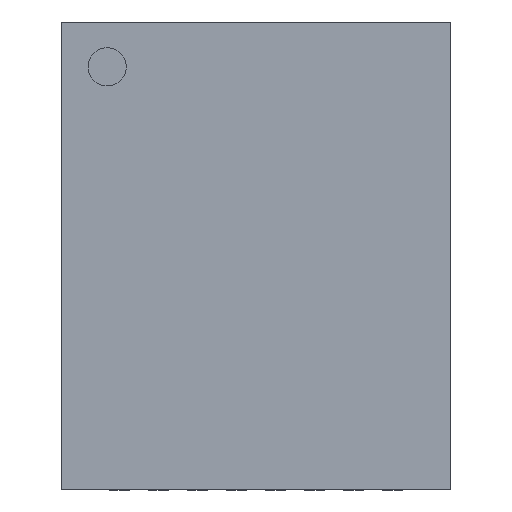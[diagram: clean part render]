
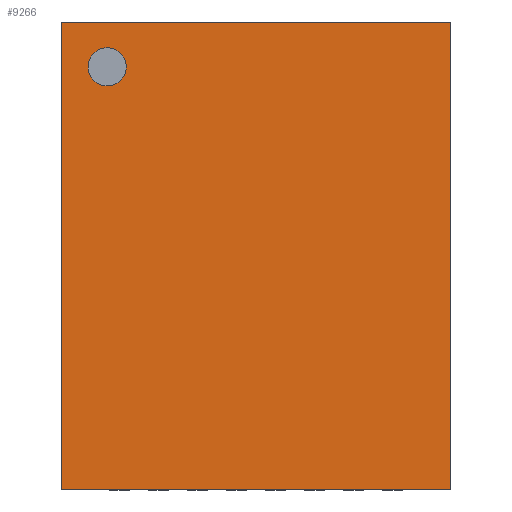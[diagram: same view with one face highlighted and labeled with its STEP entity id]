
A CAD part, top view. The second image highlights one B-rep face of the part: STEP entity #9266.
In plain terms, the highlighted planar face has unit normal (0, 0, 1).
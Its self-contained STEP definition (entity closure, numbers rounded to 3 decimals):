
#290 = AXIS2_PLACEMENT_3D ( 'NONE', #2688, #3948, #12676 ) ;
#487 = ORIENTED_EDGE ( 'NONE', *, *, #14544, .T. ) ;
#770 = LINE ( 'NONE', #11325, #13265 ) ;
#2688 = CARTESIAN_POINT ( 'NONE',  ( 0., 0., 0.75 ) ) ;
#3008 = VERTEX_POINT ( 'NONE', #9766 ) ;
#3369 = CARTESIAN_POINT ( 'NONE',  ( 5., 6., 0.75 ) ) ;
#3455 = AXIS2_PLACEMENT_3D ( 'NONE', #11354, #16122, #8654 ) ;
#3579 = CIRCLE ( 'NONE', #4673, 0.245 ) ;
#3948 = DIRECTION ( 'NONE',  ( 0., 0., -1. ) ) ;
#4191 = VERTEX_POINT ( 'NONE', #12522 ) ;
#4673 = AXIS2_PLACEMENT_3D ( 'NONE', #6002, #14678, #4780 ) ;
#4780 = DIRECTION ( 'NONE',  ( 1., 0., 0. ) ) ;
#4924 = CARTESIAN_POINT ( 'NONE',  ( 0.346, 5.425, 0.75 ) ) ;
#5507 = CIRCLE ( 'NONE', #3455, 0.245 ) ;
#5892 = DIRECTION ( 'NONE',  ( 0., 1., 0. ) ) ;
#6002 = CARTESIAN_POINT ( 'NONE',  ( 0.591, 5.425, 0.75 ) ) ;
#6190 = VERTEX_POINT ( 'NONE', #3369 ) ;
#6548 = PLANE ( 'NONE',  #290 ) ;
#6699 = VERTEX_POINT ( 'NONE', #6987 ) ;
#6723 = EDGE_LOOP ( 'NONE', ( #11767, #15172 ) ) ;
#6987 = CARTESIAN_POINT ( 'NONE',  ( 0.836, 5.425, 0.75 ) ) ;
#7115 = EDGE_CURVE ( 'NONE', #6699, #7913, #3579, .T. ) ;
#7130 = CARTESIAN_POINT ( 'NONE',  ( 0., 0., 0.75 ) ) ;
#7205 = EDGE_CURVE ( 'NONE', #4191, #3008, #11768, .T. ) ;
#7881 = VECTOR ( 'NONE', #10892, 1000. ) ;
#7913 = VERTEX_POINT ( 'NONE', #4924 ) ;
#8329 = FACE_OUTER_BOUND ( 'NONE', #13056, .T. ) ;
#8383 = VERTEX_POINT ( 'NONE', #15298 ) ;
#8654 = DIRECTION ( 'NONE',  ( 1., 0., 0. ) ) ;
#8906 = FACE_BOUND ( 'NONE', #6723, .T. ) ;
#9266 = ADVANCED_FACE ( 'NONE', ( #8906, #8329 ), #6548, .F. ) ;
#9766 = CARTESIAN_POINT ( 'NONE',  ( 0., 0., 0.75 ) ) ;
#9831 = CARTESIAN_POINT ( 'NONE',  ( 0., 6., 0.75 ) ) ;
#10892 = DIRECTION ( 'NONE',  ( 0., -1., 0. ) ) ;
#11015 = LINE ( 'NONE', #13390, #15073 ) ;
#11080 = DIRECTION ( 'NONE',  ( -1., 0., 0. ) ) ;
#11325 = CARTESIAN_POINT ( 'NONE',  ( 0., 0., 0.75 ) ) ;
#11354 = CARTESIAN_POINT ( 'NONE',  ( 0.591, 5.425, 0.75 ) ) ;
#11644 = DIRECTION ( 'NONE',  ( 1., 0., 0. ) ) ;
#11756 = EDGE_CURVE ( 'NONE', #7913, #6699, #5507, .T. ) ;
#11767 = ORIENTED_EDGE ( 'NONE', *, *, #7115, .F. ) ;
#11768 = LINE ( 'NONE', #7130, #7881 ) ;
#12498 = VECTOR ( 'NONE', #11080, 1000. ) ;
#12522 = CARTESIAN_POINT ( 'NONE',  ( 0., 6., 0.75 ) ) ;
#12676 = DIRECTION ( 'NONE',  ( -1., 0., 0. ) ) ;
#13006 = EDGE_CURVE ( 'NONE', #3008, #8383, #770, .T. ) ;
#13056 = EDGE_LOOP ( 'NONE', ( #13285, #14637, #487, #15717 ) ) ;
#13265 = VECTOR ( 'NONE', #11644, 1000. ) ;
#13285 = ORIENTED_EDGE ( 'NONE', *, *, #7205, .T. ) ;
#13299 = LINE ( 'NONE', #9831, #12498 ) ;
#13390 = CARTESIAN_POINT ( 'NONE',  ( 5., 0., 0.75 ) ) ;
#14544 = EDGE_CURVE ( 'NONE', #8383, #6190, #11015, .T. ) ;
#14637 = ORIENTED_EDGE ( 'NONE', *, *, #13006, .T. ) ;
#14678 = DIRECTION ( 'NONE',  ( 0., 0., 1. ) ) ;
#15073 = VECTOR ( 'NONE', #5892, 1000. ) ;
#15172 = ORIENTED_EDGE ( 'NONE', *, *, #11756, .F. ) ;
#15298 = CARTESIAN_POINT ( 'NONE',  ( 5., 0., 0.75 ) ) ;
#15372 = EDGE_CURVE ( 'NONE', #6190, #4191, #13299, .T. ) ;
#15717 = ORIENTED_EDGE ( 'NONE', *, *, #15372, .T. ) ;
#16122 = DIRECTION ( 'NONE',  ( 0., 0., 1. ) ) ;
